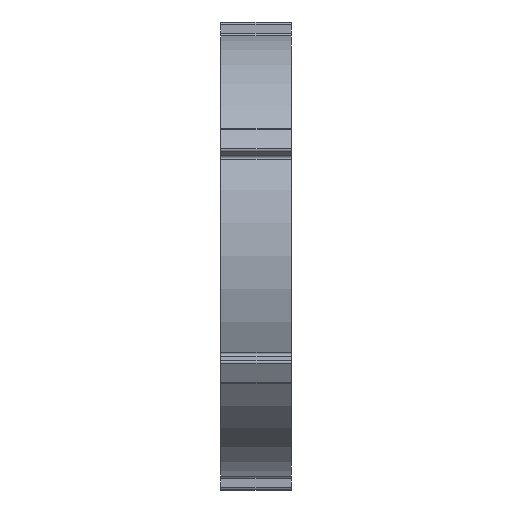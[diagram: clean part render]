
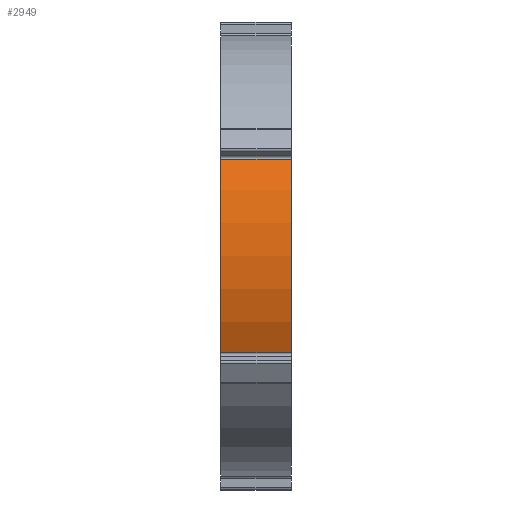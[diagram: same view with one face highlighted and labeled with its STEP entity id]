
A CAD part, left-side view. The second image highlights one B-rep face of the part: STEP entity #2949.
In plain terms, the highlighted cylindrical face has radius 42.45 mm (diameter 84.9 mm), a partial arc.
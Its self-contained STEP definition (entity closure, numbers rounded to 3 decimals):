
#326 = CARTESIAN_POINT ( 'NONE',  ( 0., 0., 0. ) ) ;
#353 = CARTESIAN_POINT ( 'NONE',  ( -38.156, 13.5, -18.605 ) ) ;
#428 = ORIENTED_EDGE ( 'NONE', *, *, #14346, .T. ) ;
#439 = ORIENTED_EDGE ( 'NONE', *, *, #6504, .T. ) ;
#960 = CARTESIAN_POINT ( 'NONE',  ( -38.156, 13.5, 18.605 ) ) ;
#1007 = DIRECTION ( 'NONE',  ( 0., 1., 0. ) ) ;
#1496 = VERTEX_POINT ( 'NONE', #13682 ) ;
#2320 = AXIS2_PLACEMENT_3D ( 'NONE', #326, #8871, #13173 ) ;
#2949 = ADVANCED_FACE ( 'NONE', ( #10813 ), #17861, .T. ) ;
#3076 = DIRECTION ( 'NONE',  ( 0., -1., 0. ) ) ;
#3486 = CARTESIAN_POINT ( 'NONE',  ( -38.156, 13.5, 18.605 ) ) ;
#4472 = CIRCLE ( 'NONE', #2320, 42.45 ) ;
#4655 = VECTOR ( 'NONE', #3076, 1000. ) ;
#5663 = AXIS2_PLACEMENT_3D ( 'NONE', #7309, #11564, #7375 ) ;
#6170 = CIRCLE ( 'NONE', #5663, 42.45 ) ;
#6504 = EDGE_CURVE ( 'NONE', #1496, #7023, #15445, .T. ) ;
#6765 = ORIENTED_EDGE ( 'NONE', *, *, #11363, .F. ) ;
#7023 = VERTEX_POINT ( 'NONE', #15042 ) ;
#7309 = CARTESIAN_POINT ( 'NONE',  ( 0., 13.5, 0. ) ) ;
#7375 = DIRECTION ( 'NONE',  ( 0., 0., 1. ) ) ;
#7480 = DIRECTION ( 'NONE',  ( 0., 0., -1. ) ) ;
#8867 = VECTOR ( 'NONE', #1007, 1000. ) ;
#8871 = DIRECTION ( 'NONE',  ( 0., 1., 0. ) ) ;
#9629 = VERTEX_POINT ( 'NONE', #10926 ) ;
#9715 = EDGE_CURVE ( 'NONE', #7023, #9629, #4472, .T. ) ;
#10813 = FACE_OUTER_BOUND ( 'NONE', #11671, .T. ) ;
#10926 = CARTESIAN_POINT ( 'NONE',  ( -38.156, 0., 18.605 ) ) ;
#11014 = ORIENTED_EDGE ( 'NONE', *, *, #9715, .T. ) ;
#11363 = EDGE_CURVE ( 'NONE', #1496, #18074, #6170, .T. ) ;
#11564 = DIRECTION ( 'NONE',  ( 0., 1., 0. ) ) ;
#11671 = EDGE_LOOP ( 'NONE', ( #11014, #428, #6765, #439 ) ) ;
#13173 = DIRECTION ( 'NONE',  ( 0., 0., 1. ) ) ;
#13682 = CARTESIAN_POINT ( 'NONE',  ( -38.156, 13.5, -18.605 ) ) ;
#14346 = EDGE_CURVE ( 'NONE', #9629, #18074, #15162, .T. ) ;
#14464 = CARTESIAN_POINT ( 'NONE',  ( 0., 13.5, 0. ) ) ;
#15042 = CARTESIAN_POINT ( 'NONE',  ( -38.156, 0., -18.605 ) ) ;
#15162 = LINE ( 'NONE', #3486, #8867 ) ;
#15179 = AXIS2_PLACEMENT_3D ( 'NONE', #14464, #15964, #7480 ) ;
#15445 = LINE ( 'NONE', #353, #4655 ) ;
#15964 = DIRECTION ( 'NONE',  ( 0., -1., 0. ) ) ;
#17861 = CYLINDRICAL_SURFACE ( 'NONE', #15179, 42.45 ) ;
#18074 = VERTEX_POINT ( 'NONE', #960 ) ;
